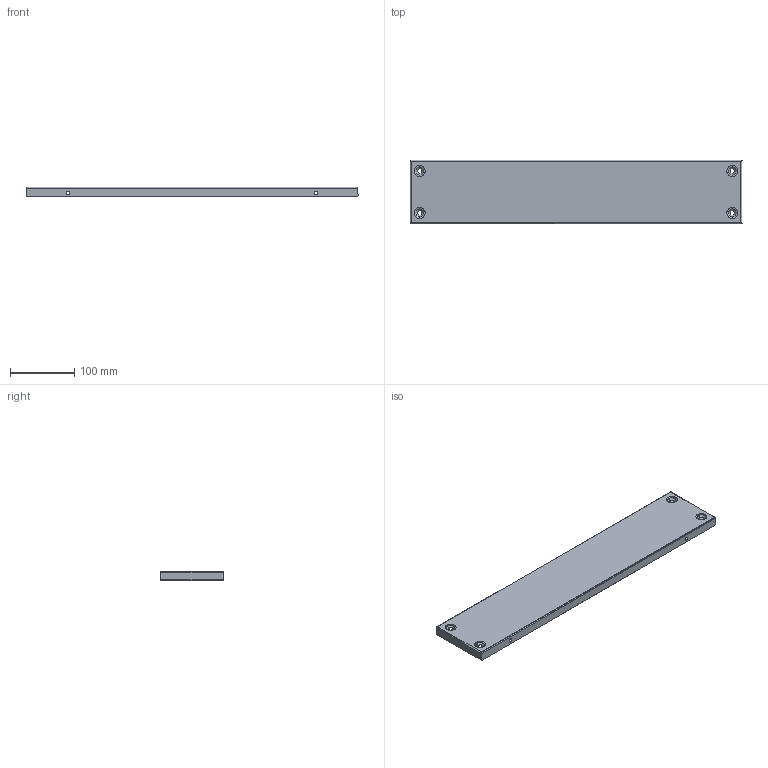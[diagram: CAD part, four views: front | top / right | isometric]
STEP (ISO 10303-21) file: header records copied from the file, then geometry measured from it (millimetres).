
FILE_DESCRIPTION (( 'STEP AP214' ), '1' );
FILE_NAME ('TI-00D-PCF-010-060 TITAN Ïàíåëü öîêîëÿ ÙÌÏ ïåð_çàä 100õ600 (2øò_êîìïë) IEK.STEP', '2024-01-31T07:28:10', ( '' ), ( '' ), 'SwSTEP 2.0', 'SolidWorks 2022', '' );
FILE_SCHEMA (( 'AUTOMOTIVE_DESIGN' ));
Length unit declared in the file: millimetre
Products named in the file (1): TI-00D-PCF-010-060 TITAN Панель цоколя ЩМП пер_зад 100х600 (2шт_компл) IEK
Bounding box: 516 x 99 x 15 mm (x, y, z)
Volume: 54971.3 mm3; surface area: 138659.6 mm2
Topology: 1 solids, 1 shells, 106 faces, 232 edges, 128 vertices
Faces by surface type: plane 38, cone 24, cylinder 20, torus 16, bspline 8
Entity records: 3198 total; most frequent: CARTESIAN_POINT 855, DIRECTION 490, ORIENTED_EDGE 464, EDGE_CURVE 232, AXIS2_PLACEMENT_3D 187, VERTEX_POINT 128, EDGE_LOOP 122, VECTOR 116
